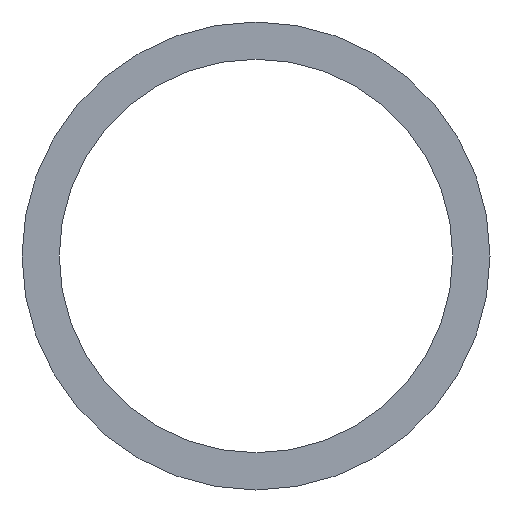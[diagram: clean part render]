
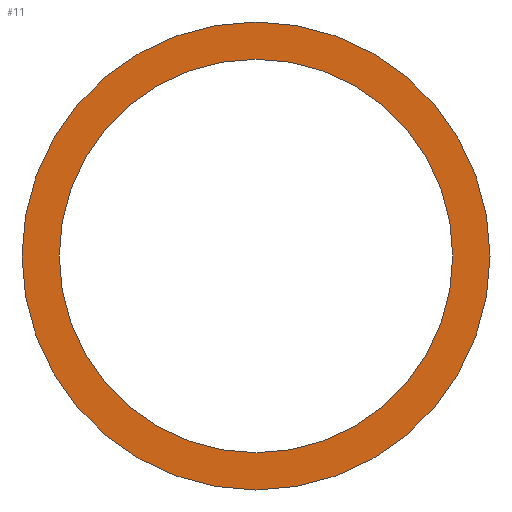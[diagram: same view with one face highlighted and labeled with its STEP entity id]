
A CAD part, left-side view. The second image highlights one B-rep face of the part: STEP entity #11.
In plain terms, the highlighted planar face has unit normal (-1, 0, 0).
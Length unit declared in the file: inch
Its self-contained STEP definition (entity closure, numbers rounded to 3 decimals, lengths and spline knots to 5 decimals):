
#9 = EDGE_LOOP ( 'NONE', ( #26, #27 ) ) ;
#11 = ADVANCED_FACE ( 'NONE', ( #115, #114 ), #72, .T. ) ;
#14 = VERTEX_POINT ( 'NONE', #74 ) ;
#22 = VERTEX_POINT ( 'NONE', #104 ) ;
#23 = EDGE_CURVE ( 'NONE', #14, #22, #103, .T. ) ;
#26 = ORIENTED_EDGE ( 'NONE', *, *, #23, .T. ) ;
#27 = ORIENTED_EDGE ( 'NONE', *, *, #44, .T. ) ;
#28 = ORIENTED_EDGE ( 'NONE', *, *, #37, .F. ) ;
#34 = EDGE_LOOP ( 'NONE', ( #46, #28 ) ) ;
#37 = EDGE_CURVE ( 'NONE', #58, #38, #109, .T. ) ;
#38 = VERTEX_POINT ( 'NONE', #105 ) ;
#44 = EDGE_CURVE ( 'NONE', #22, #14, #130, .T. ) ;
#45 = EDGE_CURVE ( 'NONE', #38, #58, #134, .T. ) ;
#46 = ORIENTED_EDGE ( 'NONE', *, *, #45, .F. ) ;
#58 = VERTEX_POINT ( 'NONE', #174 ) ;
#69 = DIRECTION ( 'NONE',  ( -1., 0., 0. ) ) ;
#70 = CARTESIAN_POINT ( 'NONE',  ( 0., -0.555, 0. ) ) ;
#71 = AXIS2_PLACEMENT_3D ( 'NONE', #70, #69, #116 ) ;
#72 = PLANE ( 'NONE',  #71 ) ;
#74 = CARTESIAN_POINT ( 'NONE',  ( 0., 0., 0.66 ) ) ;
#86 = CARTESIAN_POINT ( 'NONE',  ( 0., 0., 0. ) ) ;
#91 = DIRECTION ( 'NONE',  ( 0., 0., 1. ) ) ;
#92 = DIRECTION ( 'NONE',  ( -1., 0., 0. ) ) ;
#99 = DIRECTION ( 'NONE',  ( 0., 0., 1. ) ) ;
#100 = DIRECTION ( 'NONE',  ( -1., 0., 0. ) ) ;
#101 = CARTESIAN_POINT ( 'NONE',  ( 0., 0., 0. ) ) ;
#102 = AXIS2_PLACEMENT_3D ( 'NONE', #101, #100, #99 ) ;
#103 = CIRCLE ( 'NONE', #102, 0.66 ) ;
#104 = CARTESIAN_POINT ( 'NONE',  ( 0., 0., -0.66 ) ) ;
#105 = CARTESIAN_POINT ( 'NONE',  ( 0., 0., 0.555 ) ) ;
#106 = DIRECTION ( 'NONE',  ( 0., 0., 1. ) ) ;
#107 = DIRECTION ( 'NONE',  ( -1., 0., 0. ) ) ;
#108 = AXIS2_PLACEMENT_3D ( 'NONE', #112, #107, #106 ) ;
#109 = CIRCLE ( 'NONE', #108, 0.555 ) ;
#112 = CARTESIAN_POINT ( 'NONE',  ( 0., 0., 0. ) ) ;
#114 = FACE_BOUND ( 'NONE', #34, .T. ) ;
#115 = FACE_OUTER_BOUND ( 'NONE', #9, .T. ) ;
#116 = DIRECTION ( 'NONE',  ( 0., 0., 1. ) ) ;
#128 = DIRECTION ( 'NONE',  ( 0., 0., 1. ) ) ;
#129 = DIRECTION ( 'NONE',  ( -1., 0., 0. ) ) ;
#130 = CIRCLE ( 'NONE', #140, 0.66 ) ;
#133 = AXIS2_PLACEMENT_3D ( 'NONE', #86, #92, #91 ) ;
#134 = CIRCLE ( 'NONE', #133, 0.555 ) ;
#139 = CARTESIAN_POINT ( 'NONE',  ( 0., 0., 0. ) ) ;
#140 = AXIS2_PLACEMENT_3D ( 'NONE', #139, #129, #128 ) ;
#174 = CARTESIAN_POINT ( 'NONE',  ( 0., 0., -0.555 ) ) ;
